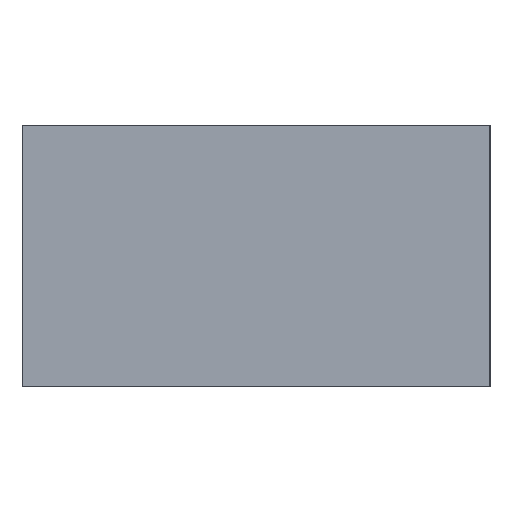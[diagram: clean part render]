
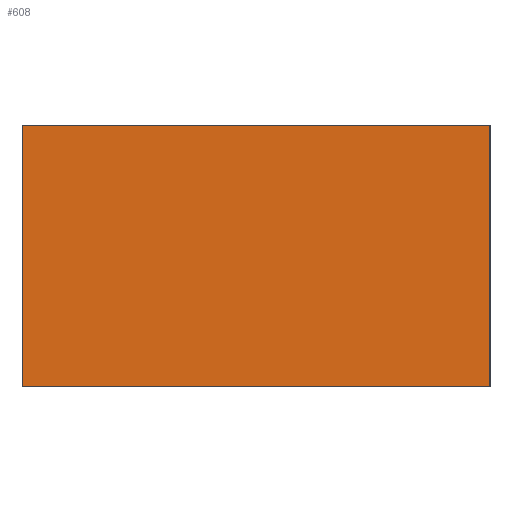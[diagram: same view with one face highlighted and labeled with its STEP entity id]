
A CAD part, left-side view. The second image highlights one B-rep face of the part: STEP entity #608.
In plain terms, the highlighted planar face has unit normal (-1, 0, 0).
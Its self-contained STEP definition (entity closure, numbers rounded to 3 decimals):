
#177 = EDGE_CURVE ( 'NONE', #1696, #1479, #1216, .T. ) ;
#229 = CARTESIAN_POINT ( 'NONE',  ( -9.35, 9.35, 8.75 ) ) ;
#340 = DIRECTION ( 'NONE',  ( 0., -1., 0. ) ) ;
#538 = CARTESIAN_POINT ( 'NONE',  ( -9.35, 9.35, 8.75 ) ) ;
#608 = ADVANCED_FACE ( 'NONE', ( #911 ), #2017, .F. ) ;
#610 = VECTOR ( 'NONE', #1398, 1000. ) ;
#656 = LINE ( 'NONE', #1332, #1056 ) ;
#715 = CARTESIAN_POINT ( 'NONE',  ( -9.35, 9.35, 8.75 ) ) ;
#822 = CARTESIAN_POINT ( 'NONE',  ( -9.35, -6.3, 8.75 ) ) ;
#854 = EDGE_CURVE ( 'NONE', #1696, #1083, #1371, .T. ) ;
#911 = FACE_OUTER_BOUND ( 'NONE', #2139, .T. ) ;
#990 = ORIENTED_EDGE ( 'NONE', *, *, #1592, .T. ) ;
#1042 = AXIS2_PLACEMENT_3D ( 'NONE', #538, #1073, #1889 ) ;
#1056 = VECTOR ( 'NONE', #1996, 1000. ) ;
#1073 = DIRECTION ( 'NONE',  ( 1., 0., 0. ) ) ;
#1083 = VERTEX_POINT ( 'NONE', #822 ) ;
#1182 = VECTOR ( 'NONE', #340, 1000. ) ;
#1216 = LINE ( 'NONE', #715, #610 ) ;
#1230 = DIRECTION ( 'NONE',  ( 0., -1., 0. ) ) ;
#1319 = ORIENTED_EDGE ( 'NONE', *, *, #2041, .T. ) ;
#1332 = CARTESIAN_POINT ( 'NONE',  ( -9.35, -6.3, 0. ) ) ;
#1338 = CARTESIAN_POINT ( 'NONE',  ( -9.35, -6.3, 0. ) ) ;
#1347 = LINE ( 'NONE', #1675, #1182 ) ;
#1371 = LINE ( 'NONE', #1860, #2117 ) ;
#1398 = DIRECTION ( 'NONE',  ( 0., 0., -1. ) ) ;
#1479 = VERTEX_POINT ( 'NONE', #1823 ) ;
#1592 = EDGE_CURVE ( 'NONE', #2027, #1083, #656, .T. ) ;
#1675 = CARTESIAN_POINT ( 'NONE',  ( -9.35, 9.35, 0. ) ) ;
#1696 = VERTEX_POINT ( 'NONE', #229 ) ;
#1776 = ORIENTED_EDGE ( 'NONE', *, *, #854, .F. ) ;
#1823 = CARTESIAN_POINT ( 'NONE',  ( -9.35, 9.35, 0. ) ) ;
#1860 = CARTESIAN_POINT ( 'NONE',  ( -9.35, 9.35, 8.75 ) ) ;
#1889 = DIRECTION ( 'NONE',  ( 0., 0., -1. ) ) ;
#1996 = DIRECTION ( 'NONE',  ( 0., 0., 1. ) ) ;
#2000 = ORIENTED_EDGE ( 'NONE', *, *, #177, .T. ) ;
#2017 = PLANE ( 'NONE',  #1042 ) ;
#2027 = VERTEX_POINT ( 'NONE', #1338 ) ;
#2041 = EDGE_CURVE ( 'NONE', #1479, #2027, #1347, .T. ) ;
#2117 = VECTOR ( 'NONE', #1230, 1000. ) ;
#2139 = EDGE_LOOP ( 'NONE', ( #1319, #990, #1776, #2000 ) ) ;
